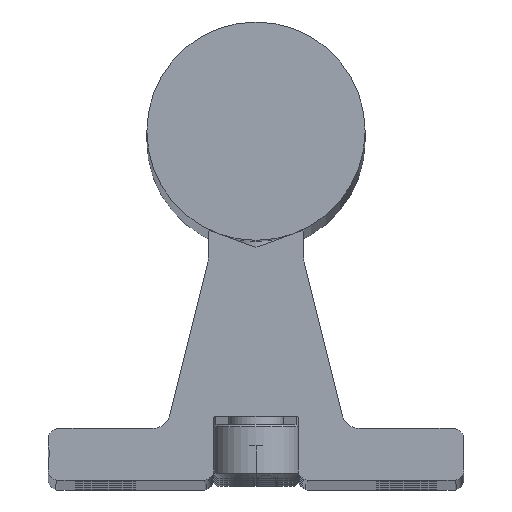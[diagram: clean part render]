
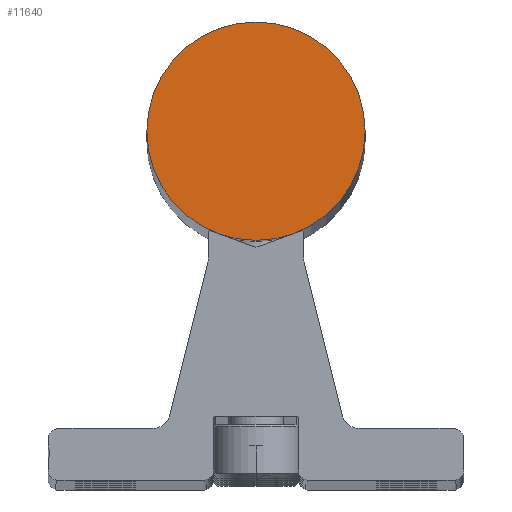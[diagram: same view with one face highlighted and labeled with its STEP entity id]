
A CAD part, top view. The second image highlights one B-rep face of the part: STEP entity #11640.
In plain terms, the highlighted planar face has unit normal (0, 0, 1).
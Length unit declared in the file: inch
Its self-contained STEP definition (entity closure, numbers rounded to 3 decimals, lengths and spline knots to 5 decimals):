
#254 = DIRECTION ( 'NONE',  ( 0., 0., 1. ) ) ;
#505 = DIRECTION ( 'NONE',  ( 1., 0., 0. ) ) ;
#1119 = CARTESIAN_POINT ( 'NONE',  ( 0.7874, 2.51968, 0. ) ) ;
#1159 = ORIENTED_EDGE ( 'NONE', *, *, #11654, .T. ) ;
#2056 = EDGE_LOOP ( 'NONE', ( #8255, #1159 ) ) ;
#2101 = AXIS2_PLACEMENT_3D ( 'NONE', #6288, #10328, #505 ) ;
#2249 = DIRECTION ( 'NONE',  ( 0., 0., 1. ) ) ;
#2834 = VERTEX_POINT ( 'NONE', #10906 ) ;
#3266 = CARTESIAN_POINT ( 'NONE',  ( 0., 2.51968, 0. ) ) ;
#3397 = PLANE ( 'NONE',  #5417 ) ;
#4997 = AXIS2_PLACEMENT_3D ( 'NONE', #9330, #254, #11399 ) ;
#5417 = AXIS2_PLACEMENT_3D ( 'NONE', #3266, #2249, #6294 ) ;
#6288 = CARTESIAN_POINT ( 'NONE',  ( 0., 2.51968, 0. ) ) ;
#6294 = DIRECTION ( 'NONE',  ( 1., 0., 0. ) ) ;
#8255 = ORIENTED_EDGE ( 'NONE', *, *, #8570, .T. ) ;
#8570 = EDGE_CURVE ( 'NONE', #8774, #2834, #10771, .T. ) ;
#8774 = VERTEX_POINT ( 'NONE', #1119 ) ;
#9330 = CARTESIAN_POINT ( 'NONE',  ( 0., 2.51968, 0. ) ) ;
#10276 = FACE_OUTER_BOUND ( 'NONE', #2056, .T. ) ;
#10328 = DIRECTION ( 'NONE',  ( 0., 0., 1. ) ) ;
#10694 = CIRCLE ( 'NONE', #4997, 0.7874 ) ;
#10771 = CIRCLE ( 'NONE', #2101, 0.7874 ) ;
#10906 = CARTESIAN_POINT ( 'NONE',  ( -0.7874, 2.51968, 0. ) ) ;
#11399 = DIRECTION ( 'NONE',  ( 1., 0., 0. ) ) ;
#11640 = ADVANCED_FACE ( 'NONE', ( #10276 ), #3397, .T. ) ;
#11654 = EDGE_CURVE ( 'NONE', #2834, #8774, #10694, .T. ) ;
